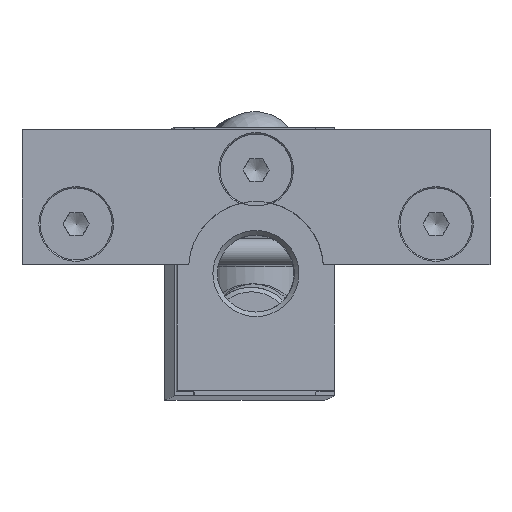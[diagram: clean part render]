
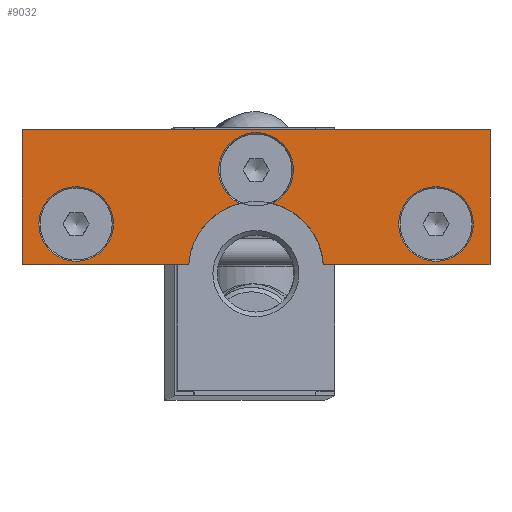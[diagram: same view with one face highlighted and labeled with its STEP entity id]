
A CAD part, top view. The second image highlights one B-rep face of the part: STEP entity #9032.
In plain terms, the highlighted planar face has unit normal (0.004, 0, 1).
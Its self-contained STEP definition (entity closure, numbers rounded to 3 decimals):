
#273=FACE_BOUND('',#2278,.T.);
#274=FACE_BOUND('',#2279,.T.);
#454=PLANE('',#9933);
#765=LINE('',#15371,#1195);
#766=LINE('',#15373,#1196);
#767=LINE('',#15375,#1197);
#768=LINE('',#15377,#1198);
#769=LINE('',#15378,#1199);
#1195=VECTOR('',#11916,10.);
#1196=VECTOR('',#11917,10.);
#1197=VECTOR('',#11918,10.);
#1198=VECTOR('',#11919,10.);
#1199=VECTOR('',#11920,10.);
#1801=FACE_OUTER_BOUND('',#2277,.T.);
#2277=EDGE_LOOP('',(#6785,#6786,#6787,#6788,#6789,#6790,#6791,#6792));
#2278=EDGE_LOOP('',(#6793));
#2279=EDGE_LOOP('',(#6794));
#2938=CIRCLE('',#9900,7.5);
#2940=CIRCLE('',#9902,7.5);
#2954=CIRCLE('',#9932,4.15);
#2955=CIRCLE('',#9934,4.15);
#2956=CIRCLE('',#9935,4.15);
#3796=VERTEX_POINT('',#15236);
#3797=VERTEX_POINT('',#15241);
#3800=VERTEX_POINT('',#15247);
#3801=VERTEX_POINT('',#15249);
#3837=VERTEX_POINT('',#15365);
#3838=VERTEX_POINT('',#15370);
#3839=VERTEX_POINT('',#15372);
#3840=VERTEX_POINT('',#15374);
#3841=VERTEX_POINT('',#15376);
#3842=VERTEX_POINT('',#15379);
#4913=EDGE_CURVE('',#3797,#3796,#2938,.T.);
#4917=EDGE_CURVE('',#3801,#3800,#2940,.T.);
#4964=EDGE_CURVE('',#3837,#3837,#2954,.T.);
#4966=EDGE_CURVE('',#3801,#3796,#2955,.T.);
#4967=EDGE_CURVE('',#3800,#3838,#765,.T.);
#4968=EDGE_CURVE('',#3838,#3839,#766,.T.);
#4969=EDGE_CURVE('',#3839,#3840,#767,.T.);
#4970=EDGE_CURVE('',#3840,#3841,#768,.T.);
#4971=EDGE_CURVE('',#3841,#3797,#769,.T.);
#4972=EDGE_CURVE('',#3842,#3842,#2956,.T.);
#6785=ORIENTED_EDGE('',*,*,#4966,.F.);
#6786=ORIENTED_EDGE('',*,*,#4917,.T.);
#6787=ORIENTED_EDGE('',*,*,#4967,.T.);
#6788=ORIENTED_EDGE('',*,*,#4968,.T.);
#6789=ORIENTED_EDGE('',*,*,#4969,.T.);
#6790=ORIENTED_EDGE('',*,*,#4970,.T.);
#6791=ORIENTED_EDGE('',*,*,#4971,.T.);
#6792=ORIENTED_EDGE('',*,*,#4913,.T.);
#6793=ORIENTED_EDGE('',*,*,#4972,.F.);
#6794=ORIENTED_EDGE('',*,*,#4964,.F.);
#9032=ADVANCED_FACE('',(#1801,#273,#274),#454,.T.);
#9900=AXIS2_PLACEMENT_3D('',#15242,#11818,#11819);
#9902=AXIS2_PLACEMENT_3D('',#15250,#11824,#11825);
#9932=AXIS2_PLACEMENT_3D('',#15366,#11909,#11910);
#9933=AXIS2_PLACEMENT_3D('',#15368,#11912,#11913);
#9934=AXIS2_PLACEMENT_3D('',#15369,#11914,#11915);
#9935=AXIS2_PLACEMENT_3D('',#15380,#11921,#11922);
#11818=DIRECTION('center_axis',(-0.004,0.,
-1.));
#11819=DIRECTION('ref_axis',(0.998,0.067,-0.004));
#11824=DIRECTION('center_axis',(-0.004,0.,
-1.));
#11825=DIRECTION('ref_axis',(0.998,0.067,-0.004));
#11909=DIRECTION('center_axis',(0.004,0.,
1.));
#11910=DIRECTION('ref_axis',(-1.,0.,0.004));
#11912=DIRECTION('center_axis',(0.004,0.,
1.));
#11913=DIRECTION('ref_axis',(1.,0.,-0.004));
#11914=DIRECTION('center_axis',(0.004,0.,
1.));
#11915=DIRECTION('ref_axis',(-1.,0.,0.004));
#11916=DIRECTION('',(1.,0.,-0.004));
#11917=DIRECTION('',(0.,1.,0.));
#11918=DIRECTION('',(-1.,0.,0.004));
#11919=DIRECTION('',(0.,-1.,0.));
#11920=DIRECTION('',(1.,0.,-0.004));
#11921=DIRECTION('center_axis',(0.004,0.,
1.));
#11922=DIRECTION('ref_axis',(-1.,0.,0.004));
#15236=CARTESIAN_POINT('',(-27.245,4.47,80.578));
#15241=CARTESIAN_POINT('',(-32.901,-2.304,80.599));
#15242=CARTESIAN_POINT('Origin',(-25.418,-2.804,80.571));
#15247=CARTESIAN_POINT('',(-17.935,-2.304,80.543));
#15249=CARTESIAN_POINT('',(-23.59,4.47,80.564));
#15250=CARTESIAN_POINT('Origin',(-25.418,-2.804,80.571));
#15365=CARTESIAN_POINT('',(-1.268,2.196,80.48));
#15366=CARTESIAN_POINT('Origin',(-5.418,2.196,80.495));
#15368=CARTESIAN_POINT('Origin',(-25.418,5.645,80.571));
#15369=CARTESIAN_POINT('Origin',(-25.418,8.196,80.571));
#15370=CARTESIAN_POINT('',(0.582,-2.304,80.473));
#15371=CARTESIAN_POINT('',(0.582,-2.304,80.473));
#15372=CARTESIAN_POINT('',(0.582,12.696,80.473));
#15373=CARTESIAN_POINT('',(0.582,12.696,80.473));
#15374=CARTESIAN_POINT('',(-51.418,12.696,80.669));
#15375=CARTESIAN_POINT('',(-51.418,12.696,80.669));
#15376=CARTESIAN_POINT('',(-51.418,-2.304,80.669));
#15377=CARTESIAN_POINT('',(-51.418,-2.304,80.669));
#15378=CARTESIAN_POINT('',(-32.901,-2.304,80.599));
#15379=CARTESIAN_POINT('',(-41.268,2.196,80.631));
#15380=CARTESIAN_POINT('Origin',(-45.418,2.196,80.647));
